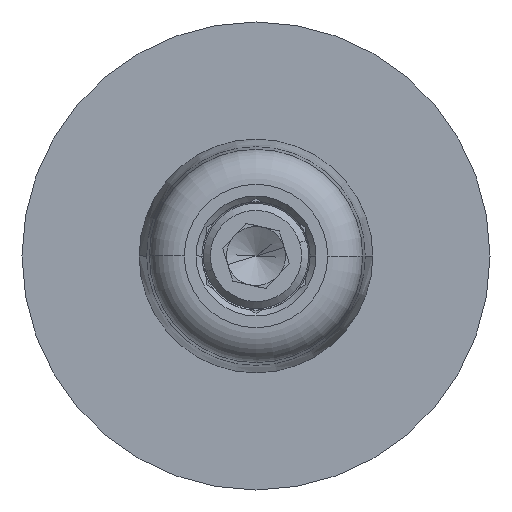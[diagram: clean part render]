
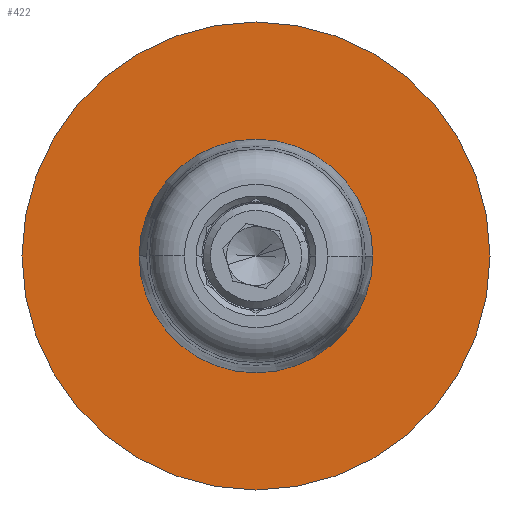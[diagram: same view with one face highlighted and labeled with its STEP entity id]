
A CAD part, front view. The second image highlights one B-rep face of the part: STEP entity #422.
In plain terms, the highlighted face is planar.
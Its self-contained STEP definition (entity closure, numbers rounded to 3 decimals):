
#3 = ORIENTED_EDGE ( 'NONE', *, *, #1806, .T. ) ;
#127 = VERTEX_POINT ( 'NONE', #609 ) ;
#164 = VERTEX_POINT ( 'NONE', #3272 ) ;
#279 = CARTESIAN_POINT ( 'NONE',  ( 0., 0., 0. ) ) ;
#331 = AXIS2_PLACEMENT_3D ( 'NONE', #2631, #459, #1531 ) ;
#360 = CIRCLE ( 'NONE', #2349, 40. ) ;
#422 = ADVANCED_FACE ( 'NONE', ( #779, #1843 ), #2136, .F. ) ;
#459 = DIRECTION ( 'NONE',  ( -1., 0., 0. ) ) ;
#609 = CARTESIAN_POINT ( 'NONE',  ( 0., 0., -40. ) ) ;
#744 = DIRECTION ( 'NONE',  ( 1., 0., 0. ) ) ;
#779 = FACE_BOUND ( 'NONE', #1035, .T. ) ;
#784 = DIRECTION ( 'NONE',  ( 0., 0., 1. ) ) ;
#818 = EDGE_CURVE ( 'NONE', #127, #164, #2115, .T. ) ;
#961 = CARTESIAN_POINT ( 'NONE',  ( 0., 0., 12.5 ) ) ;
#1035 = EDGE_LOOP ( 'NONE', ( #2527, #2571 ) ) ;
#1244 = DIRECTION ( 'NONE',  ( -1., 0., 0. ) ) ;
#1259 = VERTEX_POINT ( 'NONE', #961 ) ;
#1278 = DIRECTION ( 'NONE',  ( 0., 0., 1. ) ) ;
#1317 = ORIENTED_EDGE ( 'NONE', *, *, #818, .T. ) ;
#1449 = EDGE_CURVE ( 'NONE', #3107, #1259, #1539, .T. ) ;
#1531 = DIRECTION ( 'NONE',  ( 0., 0., 1. ) ) ;
#1539 = CIRCLE ( 'NONE', #2552, 12.5 ) ;
#1806 = EDGE_CURVE ( 'NONE', #164, #127, #360, .T. ) ;
#1843 = FACE_OUTER_BOUND ( 'NONE', #2966, .T. ) ;
#1983 = AXIS2_PLACEMENT_3D ( 'NONE', #2122, #744, #2953 ) ;
#2044 = CARTESIAN_POINT ( 'NONE',  ( 0., 0., -12.5 ) ) ;
#2087 = DIRECTION ( 'NONE',  ( -1., 0., 0. ) ) ;
#2115 = CIRCLE ( 'NONE', #3298, 40. ) ;
#2122 = CARTESIAN_POINT ( 'NONE',  ( 0., 12.5, 0. ) ) ;
#2136 = PLANE ( 'NONE',  #1983 ) ;
#2144 = DIRECTION ( 'NONE',  ( -1., 0., 0. ) ) ;
#2349 = AXIS2_PLACEMENT_3D ( 'NONE', #2352, #2087, #3358 ) ;
#2352 = CARTESIAN_POINT ( 'NONE',  ( 0., 0., 0. ) ) ;
#2527 = ORIENTED_EDGE ( 'NONE', *, *, #2782, .F. ) ;
#2552 = AXIS2_PLACEMENT_3D ( 'NONE', #279, #2144, #784 ) ;
#2571 = ORIENTED_EDGE ( 'NONE', *, *, #1449, .F. ) ;
#2631 = CARTESIAN_POINT ( 'NONE',  ( 0., 0., 0. ) ) ;
#2782 = EDGE_CURVE ( 'NONE', #1259, #3107, #3506, .T. ) ;
#2953 = DIRECTION ( 'NONE',  ( 0., 0., -1. ) ) ;
#2966 = EDGE_LOOP ( 'NONE', ( #3, #1317 ) ) ;
#3107 = VERTEX_POINT ( 'NONE', #2044 ) ;
#3272 = CARTESIAN_POINT ( 'NONE',  ( 0., 0., 40. ) ) ;
#3298 = AXIS2_PLACEMENT_3D ( 'NONE', #3429, #1244, #1278 ) ;
#3358 = DIRECTION ( 'NONE',  ( 0., 0., 1. ) ) ;
#3429 = CARTESIAN_POINT ( 'NONE',  ( 0., 0., 0. ) ) ;
#3506 = CIRCLE ( 'NONE', #331, 12.5 ) ;
